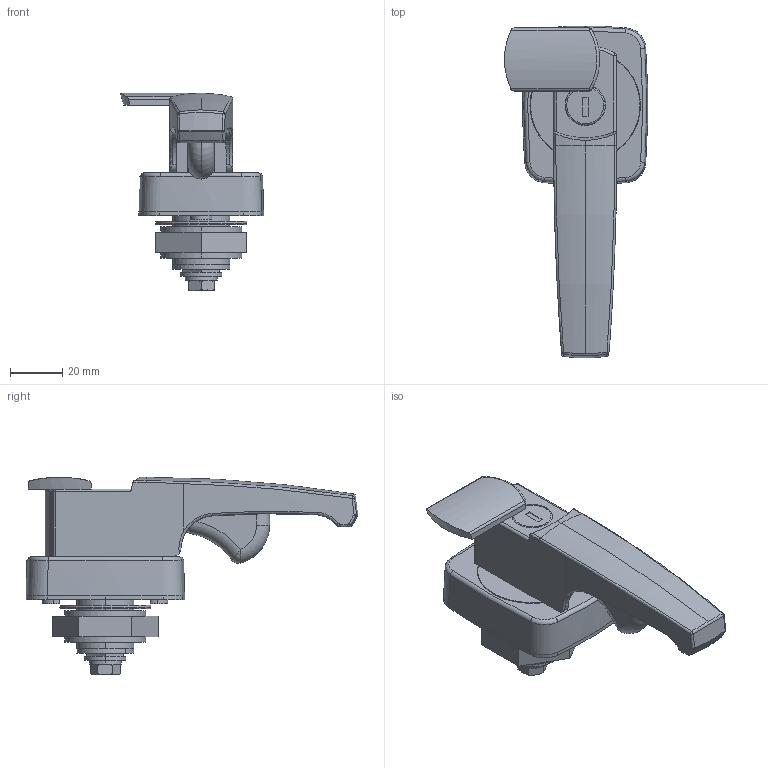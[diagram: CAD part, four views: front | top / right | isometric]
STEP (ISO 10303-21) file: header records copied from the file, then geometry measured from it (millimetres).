
FILE_DESCRIPTION (( 'STEP AP203' ), '1' );
FILE_NAME ('A-130-3-1.STEP', '2020-01-31T08:48:13', ( '' ), ( '' ), 'SwSTEP 2.0', 'SolidWorks 2018', '' );
FILE_SCHEMA (( 'CONFIG_CONTROL_DESIGN' ));
Length unit declared in the file: millimetre
Products named in the file (13): A-130-3-1_六角ボルト_内径基準ver1.03__M6x12十字穴付六角ボルト(SUS)SWシングルセムス(P2); A-130-3-1_ナット_; A-130-3-1_R200_公開用_R200-4; A-130-3-1_平座金_; A-130-3-1_ハンドル_; A-130-3-1; A-130-3-1_フタ_; A-130-3-1_十字穴付小ねじ_内径基準ver1.02__M3x5十字穴付なべ小ねじ(SUS)平シングルセムス(P1); A-130-3-1_トリガー_; A-130-3-1_スペーサー_; A-130-3-1_パッキン_; A-130-3-1_ベース_; A-130-3-1_歯付座金_
Assembly tree (12 placements, depth 2):
  A-130-3-1
    A-130-3-1_ベース_
    A-130-3-1_ハンドル_
    A-130-3-1_フタ_
    A-130-3-1_トリガー_
    A-130-3-1_ナット_
    A-130-3-1_パッキン_
    A-130-3-1_歯付座金_
    A-130-3-1_十字穴付小ねじ_内径基準ver1.02__M3x5十字穴付なべ小ねじ(SUS)平シングルセムス(P1)
    A-130-3-1_六角ボルト_内径基準ver1.03__M6x12十字穴付六角ボルト(SUS)SWシングルセムス(P2)
    A-130-3-1_平座金_
    A-130-3-1_スペーサー_
    A-130-3-1_R200_公開用_R200-4
Bounding box: 54.91 x 127.29 x 75.7 mm (x, y, z)
Volume: 90788.1 mm3; surface area: 52462.5 mm2
Topology: 12 solids, 12 shells, 675 faces, 1703 edges, 1069 vertices
Faces by surface type: plane 263, cylinder 196, bspline 89, cone 76, torus 35, sphere 16
Entity records: 25764 total; most frequent: CARTESIAN_POINT 8809, ORIENTED_EDGE 3378, DIRECTION 3136, EDGE_CURVE 1689, AXIS2_PLACEMENT_3D 1220, VERTEX_POINT 1069, EDGE_LOOP 720, LINE 696
